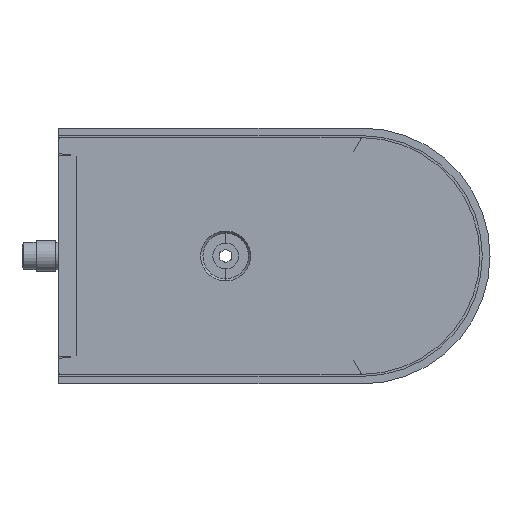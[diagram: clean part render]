
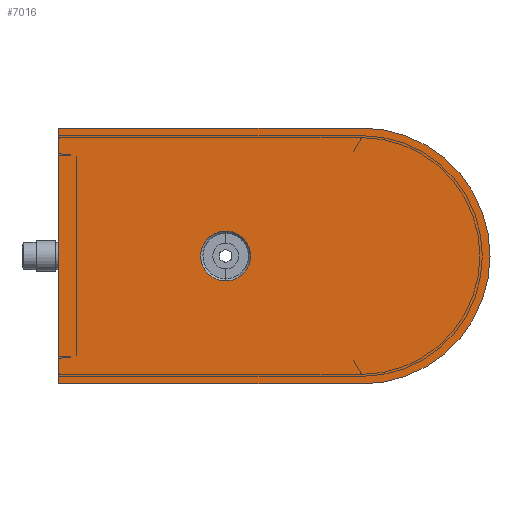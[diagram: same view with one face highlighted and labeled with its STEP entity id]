
A CAD part, left-side view. The second image highlights one B-rep face of the part: STEP entity #7016.
In plain terms, the highlighted planar face has unit normal (-1, 0, 0).
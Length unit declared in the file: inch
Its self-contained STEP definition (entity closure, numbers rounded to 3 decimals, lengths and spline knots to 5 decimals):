
#407 = LINE ( 'NONE', #6650, #424 ) ;
#417 = LINE ( 'NONE', #6648, #438 ) ;
#424 = VECTOR ( 'NONE', #6649, 39.37008 ) ;
#438 = VECTOR ( 'NONE', #6646, 39.37008 ) ;
#1332 = EDGE_LOOP ( 'NONE', ( #2011, #2010 ) ) ;
#1341 = EDGE_LOOP ( 'NONE', ( #2009, #2014, #2013, #2012, #2016 ) ) ;
#1518 = VERTEX_POINT ( 'NONE', #2801 ) ;
#1519 = VERTEX_POINT ( 'NONE', #2796 ) ;
#1523 = VERTEX_POINT ( 'NONE', #2774 ) ;
#1524 = VERTEX_POINT ( 'NONE', #2771 ) ;
#1525 = VERTEX_POINT ( 'NONE', #2770 ) ;
#1527 = VERTEX_POINT ( 'NONE', #2766 ) ;
#1530 = VERTEX_POINT ( 'NONE', #2784 ) ;
#2009 = ORIENTED_EDGE ( 'NONE', *, *, #4511, .T. ) ;
#2010 = ORIENTED_EDGE ( 'NONE', *, *, #4484, .F. ) ;
#2011 = ORIENTED_EDGE ( 'NONE', *, *, #4510, .F. ) ;
#2012 = ORIENTED_EDGE ( 'NONE', *, *, #4541, .T. ) ;
#2013 = ORIENTED_EDGE ( 'NONE', *, *, #4491, .T. ) ;
#2014 = ORIENTED_EDGE ( 'NONE', *, *, #4513, .T. ) ;
#2016 = ORIENTED_EDGE ( 'NONE', *, *, #4542, .T. ) ;
#2220 = DIRECTION ( 'NONE',  ( 0., 1., 0. ) ) ;
#2222 = CARTESIAN_POINT ( 'NONE',  ( -29.0048, 1.38181, 0.8375 ) ) ;
#2239 = DIRECTION ( 'NONE',  ( 0., 0., -1. ) ) ;
#2240 = DIRECTION ( 'NONE',  ( -1., 0., 0. ) ) ;
#2241 = CARTESIAN_POINT ( 'NONE',  ( -29.0048, 0.29, 0. ) ) ;
#2766 = CARTESIAN_POINT ( 'NONE',  ( -29.0048, 1.38181, -0.8375 ) ) ;
#2770 = CARTESIAN_POINT ( 'NONE',  ( -29.0048, 0.29, -0.16341 ) ) ;
#2771 = CARTESIAN_POINT ( 'NONE',  ( -29.0048, 0.29, 0.1634 ) ) ;
#2774 = CARTESIAN_POINT ( 'NONE',  ( -29.0048, 1.38181, 0.8375 ) ) ;
#2784 = CARTESIAN_POINT ( 'NONE',  ( -29.0048, -1.44046, 0. ) ) ;
#2796 = CARTESIAN_POINT ( 'NONE',  ( -29.0048, -0.60296, 0.8375 ) ) ;
#2801 = CARTESIAN_POINT ( 'NONE',  ( -29.0048, -0.60296, -0.8375 ) ) ;
#3161 = VECTOR ( 'NONE', #2220, 39.37008 ) ;
#3166 = LINE ( 'NONE', #2222, #3161 ) ;
#3191 = CIRCLE ( 'NONE', #4295, 0.8375 ) ;
#3230 = CIRCLE ( 'NONE', #4308, 0.1634 ) ;
#3358 = CIRCLE ( 'NONE', #4297, 0.8375 ) ;
#3365 = CIRCLE ( 'NONE', #4298, 0.1634 ) ;
#4090 = AXIS2_PLACEMENT_3D ( 'NONE', #8069, #8070, #8071 ) ;
#4295 = AXIS2_PLACEMENT_3D ( 'NONE', #6783, #6782, #6778 ) ;
#4297 = AXIS2_PLACEMENT_3D ( 'NONE', #6795, #6794, #6793 ) ;
#4298 = AXIS2_PLACEMENT_3D ( 'NONE', #6802, #6800, #6798 ) ;
#4308 = AXIS2_PLACEMENT_3D ( 'NONE', #2241, #2240, #2239 ) ;
#4484 = EDGE_CURVE ( 'NONE', #1524, #1525, #3230, .T. ) ;
#4491 = EDGE_CURVE ( 'NONE', #1519, #1523, #3166, .T. ) ;
#4510 = EDGE_CURVE ( 'NONE', #1525, #1524, #3365, .T. ) ;
#4511 = EDGE_CURVE ( 'NONE', #1518, #1530, #3358, .T. ) ;
#4513 = EDGE_CURVE ( 'NONE', #1530, #1519, #3191, .T. ) ;
#4541 = EDGE_CURVE ( 'NONE', #1523, #1527, #407, .T. ) ;
#4542 = EDGE_CURVE ( 'NONE', #1527, #1518, #417, .T. ) ;
#5071 = FACE_BOUND ( 'NONE', #1332, .T. ) ;
#5076 = FACE_OUTER_BOUND ( 'NONE', #1341, .T. ) ;
#6646 = DIRECTION ( 'NONE',  ( 0., -1., 0. ) ) ;
#6648 = CARTESIAN_POINT ( 'NONE',  ( -29.0048, 1.38181, -0.8375 ) ) ;
#6649 = DIRECTION ( 'NONE',  ( 0., 0., -1. ) ) ;
#6650 = CARTESIAN_POINT ( 'NONE',  ( -29.0048, 1.38181, 0.8375 ) ) ;
#6778 = DIRECTION ( 'NONE',  ( 0., 0., -1. ) ) ;
#6782 = DIRECTION ( 'NONE',  ( -1., 0., 0. ) ) ;
#6783 = CARTESIAN_POINT ( 'NONE',  ( -29.0048, -0.60296, 0. ) ) ;
#6793 = DIRECTION ( 'NONE',  ( 0., 0., -1. ) ) ;
#6794 = DIRECTION ( 'NONE',  ( -1., 0., 0. ) ) ;
#6795 = CARTESIAN_POINT ( 'NONE',  ( -29.0048, -0.60296, 0. ) ) ;
#6798 = DIRECTION ( 'NONE',  ( 0., 0., -1. ) ) ;
#6800 = DIRECTION ( 'NONE',  ( -1., 0., 0. ) ) ;
#6802 = CARTESIAN_POINT ( 'NONE',  ( -29.0048, 0.29, 0. ) ) ;
#7016 = ADVANCED_FACE ( 'NONE', ( #5071, #5076 ), #8061, .T. ) ;
#8061 = PLANE ( 'NONE',  #4090 ) ;
#8069 = CARTESIAN_POINT ( 'NONE',  ( -29.0048, 0.2896, 0. ) ) ;
#8070 = DIRECTION ( 'NONE',  ( -1., 0., 0. ) ) ;
#8071 = DIRECTION ( 'NONE',  ( 0., 0., -1. ) ) ;
